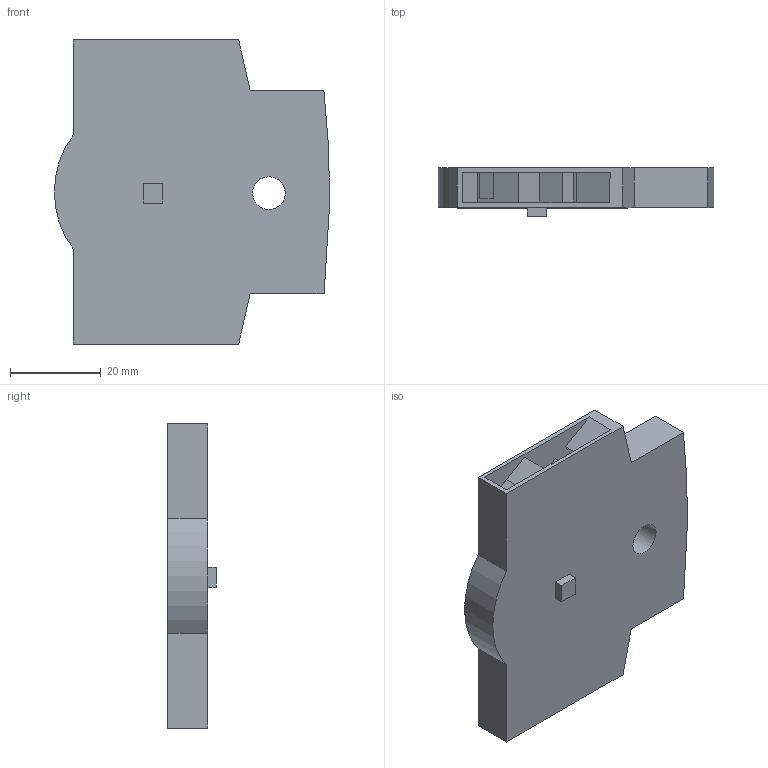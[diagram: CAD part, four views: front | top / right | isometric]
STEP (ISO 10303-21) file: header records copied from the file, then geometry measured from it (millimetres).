
FILE_DESCRIPTION (( 'STEP AP203' ), '1' );
FILE_NAME ('22990011-UL.step', '2022-02-02T17:49:01', ( '' ), ( '' ), 'SwSTEP 2.0', 'SolidWorks 2021', '' );
FILE_SCHEMA (( 'CONFIG_CONTROL_DESIGN' ));
Length unit declared in the file: inch
Products named in the file (1): 22990011-UL
Bounding box: 60.66 x 10.7 x 67 mm (x, y, z)
Volume: 27509.3 mm3; surface area: 10328.5 mm2
Topology: 1 solids, 1 shells, 56 faces, 144 edges, 96 vertices
Faces by surface type: plane 52, bspline 3, cylinder 1
Entity records: 1886 total; most frequent: CARTESIAN_POINT 456, ORIENTED_EDGE 288, DIRECTION 248, EDGE_CURVE 144, LINE 136, VECTOR 136, VERTEX_POINT 96, EDGE_LOOP 64
